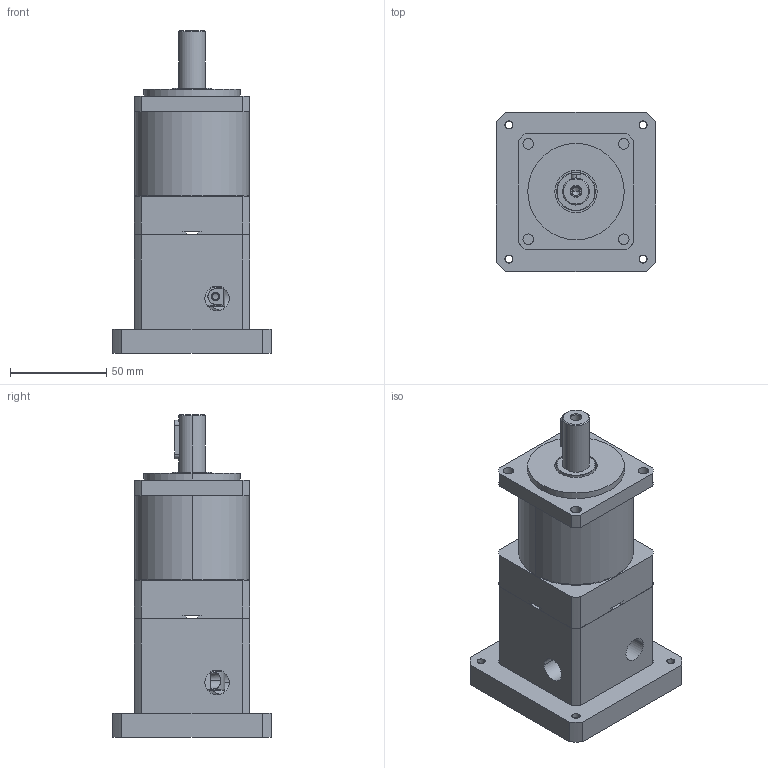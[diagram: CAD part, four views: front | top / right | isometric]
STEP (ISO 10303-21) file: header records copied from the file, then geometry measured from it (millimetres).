
FILE_DESCRIPTION(('HOOPS Exchange Step'),'2;1');
FILE_NAME('export-9C315159-1BE9-4216-B113-7A55304CD56F.stp','2024-08-12T14:44:00+02:00',('Engineering'),('Alibre'),'HOOPS Exchange 2023.0','Alibre','Unknown authorisation');
FILE_SCHEMA( ('AP242_MANAGED_MODEL_BASED_3D_ENGINEERING_MIM_LF {1 0 10303 442 1 1 4 }') );
Length unit declared in the file: millimetre
Products named in the file (8): 6916-3 DCNC-PG-F60 I=20 Planetary Gearbox (60x60mm  NEMA34); 6916-7 DCNC-PG-F60 I=20 Planetary Gearbox (60x60mm  NEMA34); 6916-2 DCNC-PG-F60 I=20 Planetary Gearbox (60x60mm  NEMA34); 6916-1 DCNC-PG-F60 I=20 Planetary Gearbox (60x60mm  NEMA34); 6916-5 DCNC-PG-F60 I=20 Planetary Gearbox (60x60mm  NEMA34); 6916-6 DCNC-PG-F60 I=20 Planetary Gearbox (60x60mm  NEMA34); 6916-4 DCNC-PG-F60 I=20 Planetary Gearbox (60x60mm  NEMA34); 6916 DCNC-PG-F60 I=20 Planetary Gearbox (60x60mm  NEMA34)
Assembly tree (7 placements, depth 2):
  6916 DCNC-PG-F60 I=20 Planetary Gearbox (60x60mm  NEMA34)
    6916-3 DCNC-PG-F60 I=20 Planetary Gearbox (60x60mm  NEMA34)
    6916-7 DCNC-PG-F60 I=20 Planetary Gearbox (60x60mm  NEMA34)
    6916-2 DCNC-PG-F60 I=20 Planetary Gearbox (60x60mm  NEMA34)
    6916-1 DCNC-PG-F60 I=20 Planetary Gearbox (60x60mm  NEMA34)
    6916-5 DCNC-PG-F60 I=20 Planetary Gearbox (60x60mm  NEMA34)
    6916-6 DCNC-PG-F60 I=20 Planetary Gearbox (60x60mm  NEMA34)
    6916-4 DCNC-PG-F60 I=20 Planetary Gearbox (60x60mm  NEMA34)
Bounding box: 82.5 x 82.5 x 167.5 mm (x, y, z)
Volume: 298574.8 mm3; surface area: 99959.8 mm2
Topology: 7 solids, 7 shells, 590 faces, 1472 edges, 910 vertices
Faces by surface type: cylinder 274, plane 159, cone 113, bspline 28, torus 16
Entity records: 20151 total; most frequent: CARTESIAN_POINT 5579, DIRECTION 3156, ORIENTED_EDGE 2894, EDGE_CURVE 1447, AXIS2_PLACEMENT_3D 1281, VERTEX_POINT 910, EDGE_LOOP 709, FACE_BOUND 709
